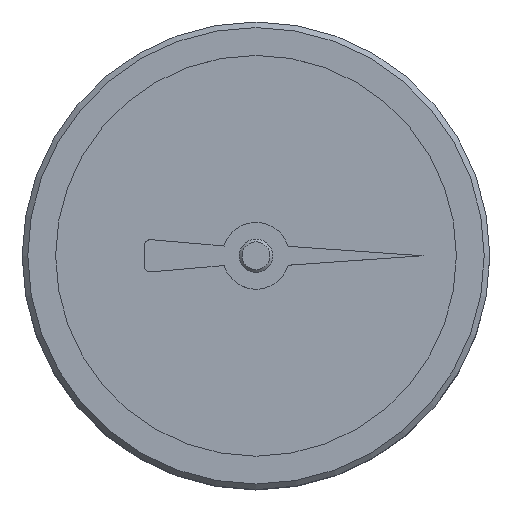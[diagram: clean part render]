
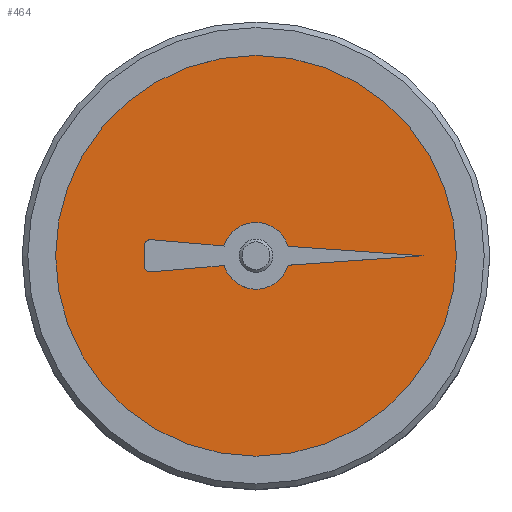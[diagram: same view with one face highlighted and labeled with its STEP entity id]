
A CAD part, top view. The second image highlights one B-rep face of the part: STEP entity #464.
In plain terms, the highlighted planar face has unit normal (0, 0, 1).
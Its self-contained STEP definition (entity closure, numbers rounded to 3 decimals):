
#94=PLANE('',#527);
#159=ORIENTED_EDGE('',*,*,#251,.T.);
#160=ORIENTED_EDGE('',*,*,#250,.F.);
#250=EDGE_CURVE('',#301,#301,#335,.T.);
#251=EDGE_CURVE('',#302,#302,#336,.T.);
#301=VERTEX_POINT('',#760);
#302=VERTEX_POINT('',#763);
#335=CIRCLE('',#521,1.);
#336=CIRCLE('',#523,18.);
#375=EDGE_LOOP('',(#159));
#376=EDGE_LOOP('',(#160));
#424=FACE_BOUND('',#375,.T.);
#425=FACE_BOUND('',#376,.T.);
#464=ADVANCED_FACE('',(#424,#425),#94,.T.);
#521=AXIS2_PLACEMENT_3D('',#759,#619,#620);
#523=AXIS2_PLACEMENT_3D('',#762,#623,#624);
#527=AXIS2_PLACEMENT_3D('',#768,#631,#632);
#619=DIRECTION('',(0.,0.,1.));
#620=DIRECTION('',(1.,0.,0.));
#623=DIRECTION('',(0.,0.,1.));
#624=DIRECTION('',(1.,0.,0.));
#631=DIRECTION('',(0.,0.,1.));
#632=DIRECTION('',(1.,0.,0.));
#759=CARTESIAN_POINT('',(0.,0.,21.5));
#760=CARTESIAN_POINT('',(1.,0.,21.5));
#762=CARTESIAN_POINT('',(0.,0.,21.5));
#763=CARTESIAN_POINT('',(18.,0.,21.5));
#768=CARTESIAN_POINT('',(0.,0.,21.5));
